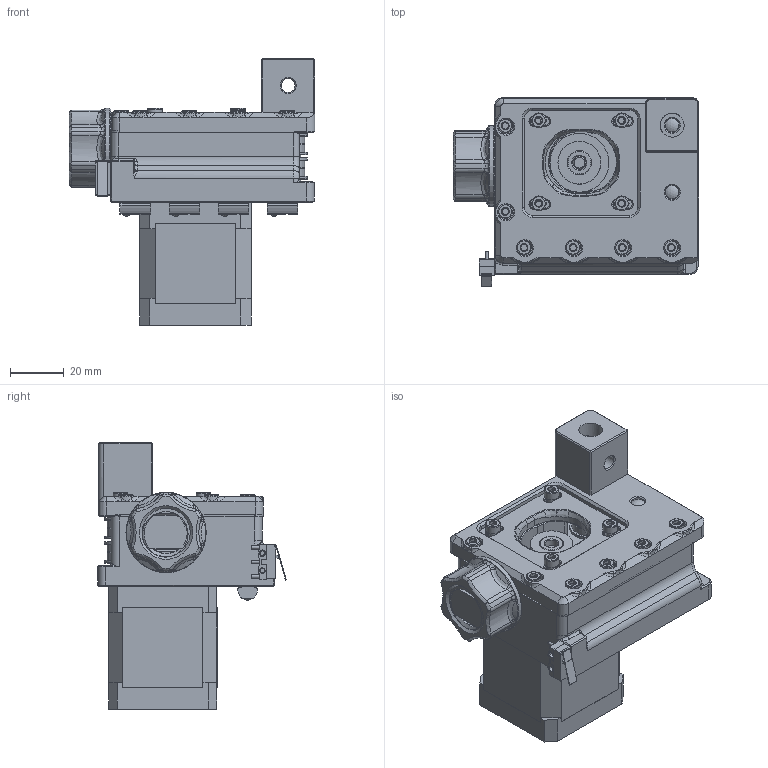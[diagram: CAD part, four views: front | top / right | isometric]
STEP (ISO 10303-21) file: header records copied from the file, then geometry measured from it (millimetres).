
FILE_DESCRIPTION(/* description */ (''),/* implementation_level */ '2;1');
FILE_NAME(/* name */ 'ab_drive_unit_right_V4 v3.step',/* time_stamp */ '2021-03-25T14:32:42-07:00',/* author */ (''),/* organization */ (''),/* preprocessor_version */ 'ST-DEVELOPER v18.1',/* originating_system */ 'Autodesk Translation Framework v9.10.0.1330',/* authorisation */ '');
FILE_SCHEMA (('AUTOMOTIVE_DESIGN { 1 0 10303 214 3 1 1 }'));
Products named in the file (16): ab_drive_unit_right_V4; b_drive_right_bottom_V4; D2F-5L; Motor 17HS19-2004S; GT2_20T; [a]_b_drive_right_tensioner_V4; [a]_b_drive_knop_V4; [a]_ab_drive_spacer_9mm; b_drive_right_top_V4; DIN 912 M3x30; DIN 912 M3x35; DIN 934 M3; M3-T-Nut; DIN 988 5x10x1 Shim Ring; F695-2RS; 91595A376_32mm_METRIC ALLOY STEEL DOWEL PIN
Assembly tree (37 placements, depth 2):
  ab_drive_unit_right_V4
    DIN 912 M3x35  x8
    M3-T-Nut  x4
    DIN 912 M3x30  x2
    F695-2RS  x6
    DIN 988 5x10x1 Shim Ring  x5
    b_drive_right_bottom_V4
    DIN 934 M3  x2
    D2F-5L
    Motor 17HS19-2004S
    GT2_20T
    [a]_b_drive_right_tensioner_V4
    [a]_b_drive_knop_V4
    [a]_ab_drive_spacer_9mm
    b_drive_right_top_V4
    91595A376_32mm_METRIC ALLOY STEEL DOWEL PIN  x2
Bounding box: 91.83 x 70.43 x 99.55 mm (x, y, z)
Volume: 207680.2 mm3; surface area: 68964.2 mm2
Topology: 37 solids, 37 shells, 1617 faces, 3923 edges, 2453 vertices
Faces by surface type: plane 703, cylinder 393, cone 249, bspline 215, torus 49, sphere 8
Full cylindrical faces by diameter (mm): 0.4 x1, 1.2 x3, 1.7 x2, 2 x1, 2.459 x2, 3 x18, 3.134 x4, 3.3 x4, 3.5 x12, 5 x20, 5.2 x3, 5.3 x1, 5.5 x10, 5.6 x10, 6.5 x13, 7 x1, 8.9 x1, 8.95 x2, 10 x6, 11.5 x12, 13 x6, 15 x6, 15.7 x5, 16 x2, 22 x1, 30 x1, 33 x1
Entity records: 46834 total; most frequent: CARTESIAN_POINT 18386, ORIENTED_EDGE 6030, DIRECTION 5432, EDGE_CURVE 3015, AXIS2_PLACEMENT_3D 1948, VERTEX_POINT 1887, LINE 1536, VECTOR 1536
